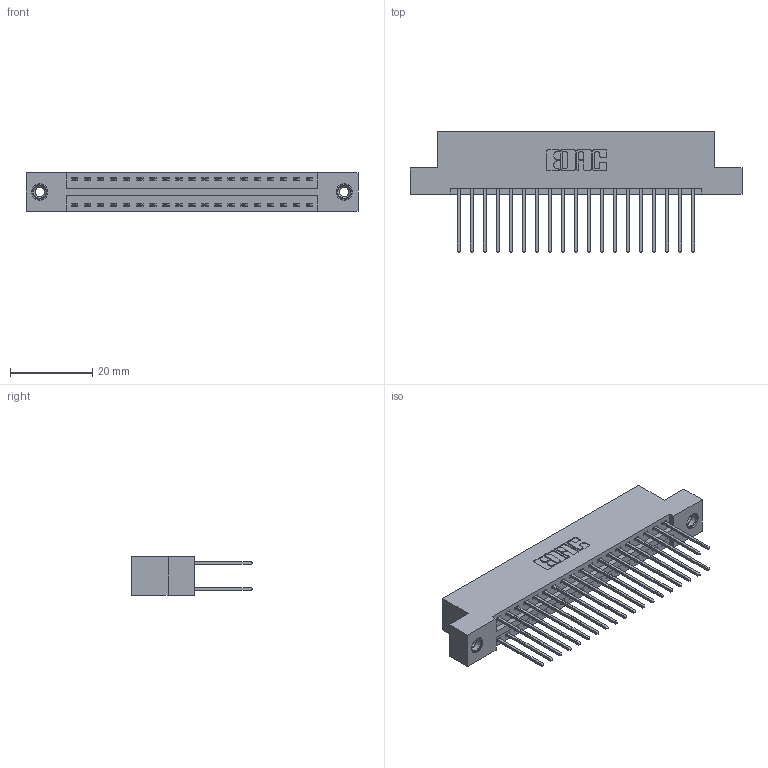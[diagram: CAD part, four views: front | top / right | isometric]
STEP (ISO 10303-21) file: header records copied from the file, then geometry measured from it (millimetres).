
FILE_DESCRIPTION (( 'STEP AP203' ), '1' );
FILE_NAME ('346-038-540-208.STEP', '2018-08-24T05:29:13', ( '' ), ( '' ), 'SwSTEP 2.0', 'SolidWorks 2016', '' );
FILE_SCHEMA (( 'CONFIG_CONTROL_DESIGN' ));
Length unit declared in the file: inch
Products named in the file (4): 346 Part_Flush Mounting Lugs - 0.156 Dia-TI; 345-292-001_345-293-140; 345-250-001_345-250-003-102; 346-038-540-208
Assembly tree (41 placements, depth 2):
  346-038-540-208
    346 Part_Flush Mounting Lugs - 0.156 Dia-TI
    345-292-001_345-293-140  x38
    345-250-001_345-250-003-102  x2
Bounding box: 80.9 x 29.46 x 9.4 mm (x, y, z)
Volume: 7847.6 mm3; surface area: 11126.9 mm2
Topology: 41 solids, 41 shells, 2158 faces, 6355 edges, 4178 vertices
Faces by surface type: plane 1438, cylinder 704, cone 12, torus 4
Entity records: 16700 total; most frequent: CARTESIAN_POINT 2767, ORIENTED_EDGE 2694, DIRECTION 2517, EDGE_CURVE 1347, VECTOR 1119, LINE 1119, VERTEX_POINT 892, AXIS2_PLACEMENT_3D 699
